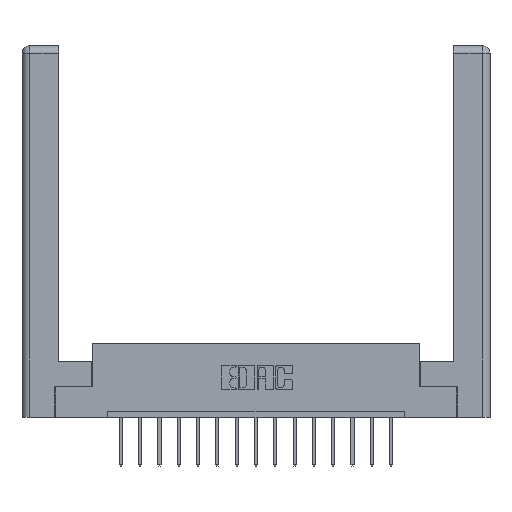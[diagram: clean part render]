
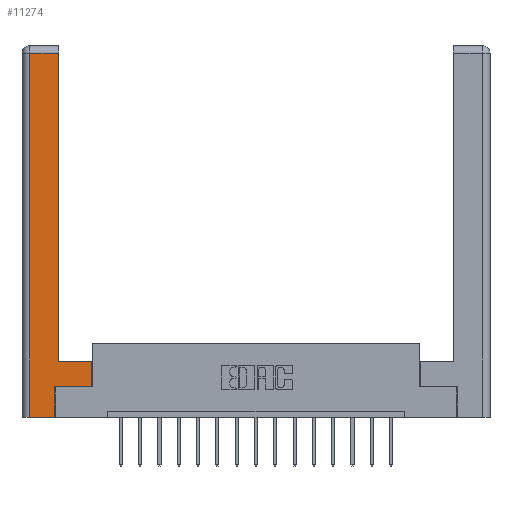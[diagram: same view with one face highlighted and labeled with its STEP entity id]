
A CAD part, top view. The second image highlights one B-rep face of the part: STEP entity #11274.
In plain terms, the highlighted planar face has unit normal (0, 0, 1).
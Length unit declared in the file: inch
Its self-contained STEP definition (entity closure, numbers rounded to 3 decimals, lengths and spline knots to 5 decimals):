
#1 = CARTESIAN_POINT ( 'NONE',  ( 0.265, 0.245, 0. ) ) ;
#176 = VECTOR ( 'NONE', #9120, 39.37008 ) ;
#285 = VECTOR ( 'NONE', #14075, 39.37008 ) ;
#873 = EDGE_CURVE ( 'NONE', #8043, #15524, #5806, .T. ) ;
#1304 = ORIENTED_EDGE ( 'NONE', *, *, #4724, .T. ) ;
#1655 = VERTEX_POINT ( 'NONE', #14985 ) ;
#2368 = CARTESIAN_POINT ( 'NONE',  ( 0.0615, 2.94, 0. ) ) ;
#2382 = ORIENTED_EDGE ( 'NONE', *, *, #12685, .T. ) ;
#2469 = FACE_OUTER_BOUND ( 'NONE', #14887, .T. ) ;
#2541 = EDGE_CURVE ( 'NONE', #15259, #5490, #11560, .T. ) ;
#2572 = VERTEX_POINT ( 'NONE', #7483 ) ;
#2701 = ORIENTED_EDGE ( 'NONE', *, *, #11502, .T. ) ;
#3026 = ORIENTED_EDGE ( 'NONE', *, *, #6182, .T. ) ;
#3321 = LINE ( 'NONE', #1, #11670 ) ;
#3447 = CARTESIAN_POINT ( 'NONE',  ( 0.295, 0.45, 0. ) ) ;
#3713 = LINE ( 'NONE', #2368, #176 ) ;
#4386 = VERTEX_POINT ( 'NONE', #16720 ) ;
#4387 = DIRECTION ( 'NONE',  ( -1., 0., 0. ) ) ;
#4448 = CARTESIAN_POINT ( 'NONE',  ( 0., 0., 0. ) ) ;
#4724 = EDGE_CURVE ( 'NONE', #15524, #15259, #3321, .T. ) ;
#4730 = CARTESIAN_POINT ( 'NONE',  ( 0.565, 0.45, 0. ) ) ;
#5164 = CARTESIAN_POINT ( 'NONE',  ( 0.565, 0.245, 0. ) ) ;
#5369 = DIRECTION ( 'NONE',  ( 0., 1., 0. ) ) ;
#5490 = VERTEX_POINT ( 'NONE', #5164 ) ;
#5522 = EDGE_CURVE ( 'NONE', #2572, #14335, #3713, .T. ) ;
#5806 = LINE ( 'NONE', #9000, #12690 ) ;
#5815 = LINE ( 'NONE', #4730, #8976 ) ;
#5902 = DIRECTION ( 'NONE',  ( 0., 0., -1. ) ) ;
#6182 = EDGE_CURVE ( 'NONE', #4386, #1655, #12678, .T. ) ;
#6197 = DIRECTION ( 'NONE',  ( 1., 0., 0. ) ) ;
#7130 = PLANE ( 'NONE',  #9144 ) ;
#7473 = CARTESIAN_POINT ( 'NONE',  ( 0.0615, 0., 0. ) ) ;
#7483 = CARTESIAN_POINT ( 'NONE',  ( 0.295, 2.94, 0. ) ) ;
#7535 = DIRECTION ( 'NONE',  ( -1., 0., 0. ) ) ;
#8043 = VERTEX_POINT ( 'NONE', #7473 ) ;
#8126 = ORIENTED_EDGE ( 'NONE', *, *, #9573, .T. ) ;
#8465 = CARTESIAN_POINT ( 'NONE',  ( 0.265, 0., 0. ) ) ;
#8513 = VECTOR ( 'NONE', #10801, 39.37008 ) ;
#8976 = VECTOR ( 'NONE', #14062, 39.37008 ) ;
#9000 = CARTESIAN_POINT ( 'NONE',  ( 0.265, 0., 0. ) ) ;
#9072 = ORIENTED_EDGE ( 'NONE', *, *, #2541, .T. ) ;
#9120 = DIRECTION ( 'NONE',  ( -1., 0., 0. ) ) ;
#9144 = AXIS2_PLACEMENT_3D ( 'NONE', #4448, #5902, #4387 ) ;
#9147 = LINE ( 'NONE', #9508, #8513 ) ;
#9263 = DIRECTION ( 'NONE',  ( 0., 1., 0. ) ) ;
#9508 = CARTESIAN_POINT ( 'NONE',  ( 0.0615, 0., 0. ) ) ;
#9573 = EDGE_CURVE ( 'NONE', #1655, #2572, #12427, .T. ) ;
#10573 = CARTESIAN_POINT ( 'NONE',  ( 0.265, 0.245, 0. ) ) ;
#10779 = CARTESIAN_POINT ( 'NONE',  ( 0.0615, 2.94, 0. ) ) ;
#10801 = DIRECTION ( 'NONE',  ( 0., -1., 0. ) ) ;
#11274 = ADVANCED_FACE ( 'NONE', ( #2469 ), #7130, .F. ) ;
#11502 = EDGE_CURVE ( 'NONE', #5490, #4386, #5815, .T. ) ;
#11560 = LINE ( 'NONE', #15715, #285 ) ;
#11670 = VECTOR ( 'NONE', #5369, 39.37008 ) ;
#11867 = CARTESIAN_POINT ( 'NONE',  ( 0.295, 3., 0. ) ) ;
#12427 = LINE ( 'NONE', #11867, #16573 ) ;
#12678 = LINE ( 'NONE', #3447, #16845 ) ;
#12685 = EDGE_CURVE ( 'NONE', #14335, #8043, #9147, .T. ) ;
#12690 = VECTOR ( 'NONE', #6197, 39.37008 ) ;
#12981 = ORIENTED_EDGE ( 'NONE', *, *, #873, .T. ) ;
#13382 = ORIENTED_EDGE ( 'NONE', *, *, #5522, .T. ) ;
#14062 = DIRECTION ( 'NONE',  ( 0., 1., 0. ) ) ;
#14075 = DIRECTION ( 'NONE',  ( 1., 0., 0. ) ) ;
#14335 = VERTEX_POINT ( 'NONE', #10779 ) ;
#14887 = EDGE_LOOP ( 'NONE', ( #8126, #13382, #2382, #12981, #1304, #9072, #2701, #3026 ) ) ;
#14985 = CARTESIAN_POINT ( 'NONE',  ( 0.295, 0.45, 0. ) ) ;
#15259 = VERTEX_POINT ( 'NONE', #10573 ) ;
#15524 = VERTEX_POINT ( 'NONE', #8465 ) ;
#15715 = CARTESIAN_POINT ( 'NONE',  ( 0.565, 0.245, 0. ) ) ;
#16573 = VECTOR ( 'NONE', #9263, 39.37008 ) ;
#16720 = CARTESIAN_POINT ( 'NONE',  ( 0.565, 0.45, 0. ) ) ;
#16845 = VECTOR ( 'NONE', #7535, 39.37008 ) ;
